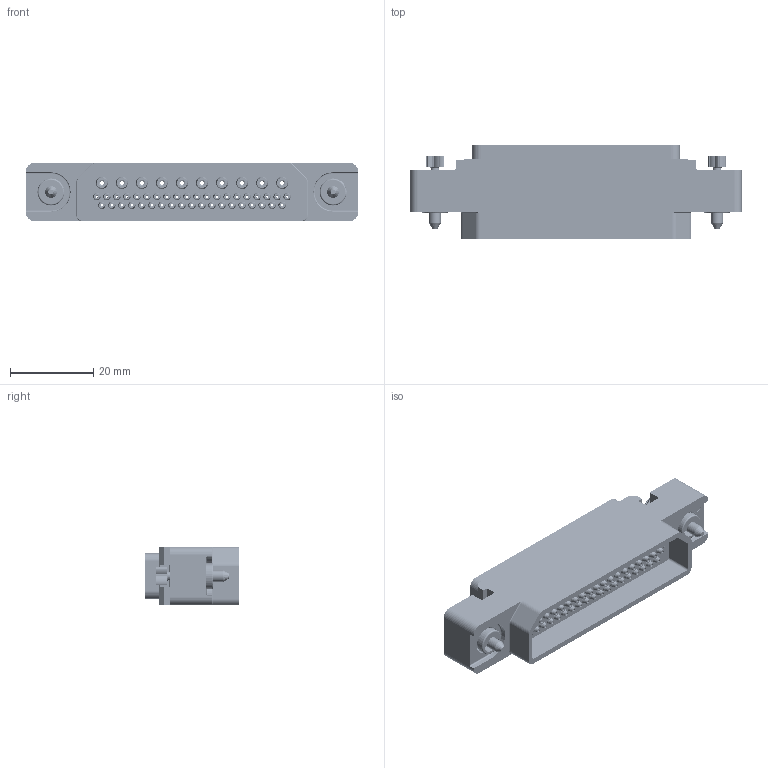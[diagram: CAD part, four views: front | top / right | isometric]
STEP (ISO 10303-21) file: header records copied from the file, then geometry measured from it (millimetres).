
FILE_DESCRIPTION((''),'2;1');
FILE_NAME('1900ND13P1A00A','2019-10-28T',('presta_be4'),(''),'CREO PARAMETRIC BY PTC INC, 2018360','CREO PARAMETRIC BY PTC INC, 2018360','');
FILE_SCHEMA(('CONFIG_CONTROL_DESIGN'));
Products named in the file (1): 1900ND13P1A00A
Bounding box: 80 x 22.77 x 14 mm (x, y, z)
Volume: 11937.7 mm3; surface area: 13591.1 mm2
Topology: 3 solids, 3 shells, 5930 faces, 14146 edges, 8576 vertices
Faces by surface type: plane 2287, cylinder 1548, torus 1212, cone 849, extrusion 28, bspline 6
Entity records: 179557 total; most frequent: CARTESIAN_POINT 38440, DIRECTION 31410, ORIENTED_EDGE 28284, EDGE_CURVE 14142, AXIS2_PLACEMENT_3D 11795, VERTEX_POINT 8576, VECTOR 7820, LINE 7792
